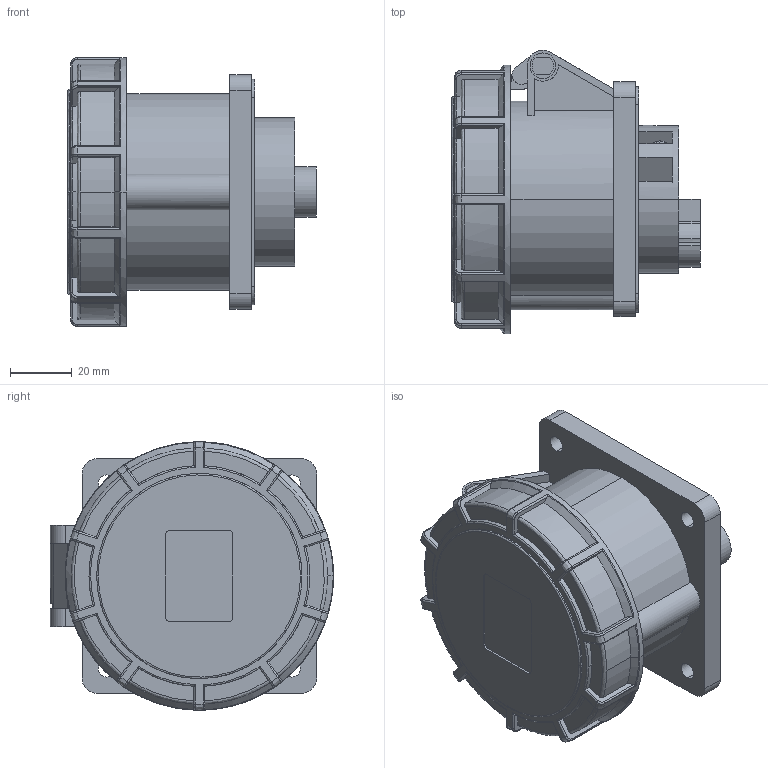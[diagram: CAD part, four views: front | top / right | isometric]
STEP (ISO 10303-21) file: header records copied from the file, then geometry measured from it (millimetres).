
FILE_DESCRIPTION (( 'STEP AP214' ), '1' );
FILE_NAME ('DEP2-3152.STEP', '2025-01-05T06:58:50', ( '' ), ( '' ), 'SwSTEP 2.0', 'SolidWorks 2022', '' );
FILE_SCHEMA (( 'AUTOMOTIVE_DESIGN' ));
Length unit declared in the file: millimetre
Products named in the file (1): DEP2-3152
Bounding box: 80.5 x 91.75 x 87 mm (x, y, z)
Surface area: 68465.9 mm2 (no closed solid volume)
Topology: 0 solids, 36 shells, 569 faces, 2245 edges, 1664 vertices
Faces by surface type: cylinder 274, plane 192, bspline 90, cone 13
Entity records: 39199 total; most frequent: CARTESIAN_POINT 15861, ORIENTED_EDGE 3445, DIRECTION 3106, EDGE_CURVE 2239, VERTEX_POINT 1664, AXIS2_PLACEMENT_3D 1050, LINE 1006, VECTOR 1006
